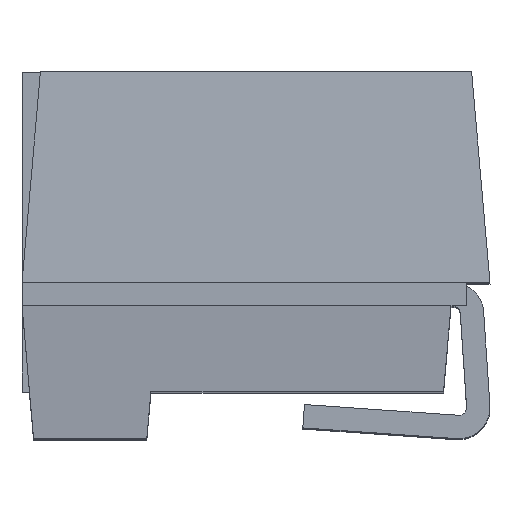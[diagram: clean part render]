
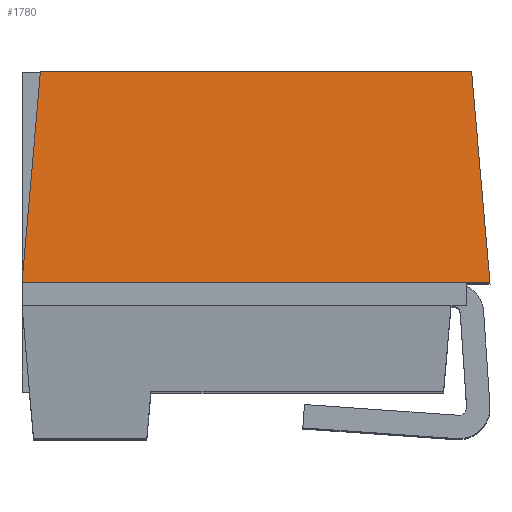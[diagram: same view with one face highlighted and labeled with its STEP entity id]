
A CAD part, top view. The second image highlights one B-rep face of the part: STEP entity #1780.
In plain terms, the highlighted planar face has unit normal (0, 0.087, 0.996).
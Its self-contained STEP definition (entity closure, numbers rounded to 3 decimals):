
#201 = DIRECTION ( 'NONE',  ( -1., 0., 0. ) ) ;
#268 = EDGE_CURVE ( 'NONE', #375, #2155, #582, .T. ) ;
#295 = CARTESIAN_POINT ( 'NONE',  ( 0., 0., 3.3 ) ) ;
#375 = VERTEX_POINT ( 'NONE', #2197 ) ;
#407 = VECTOR ( 'NONE', #201, 1000. ) ;
#432 = ORIENTED_EDGE ( 'NONE', *, *, #2291, .T. ) ;
#517 = LINE ( 'NONE', #1928, #1018 ) ;
#582 = LINE ( 'NONE', #1700, #1378 ) ;
#587 = DIRECTION ( 'NONE',  ( 0.087, 0.992, -0.087 ) ) ;
#704 = CARTESIAN_POINT ( 'NONE',  ( -1.5, 0., 3.3 ) ) ;
#775 = ORIENTED_EDGE ( 'NONE', *, *, #1407, .F. ) ;
#875 = ORIENTED_EDGE ( 'NONE', *, *, #268, .T. ) ;
#960 = CARTESIAN_POINT ( 'NONE',  ( 1.5, 0., 3.3 ) ) ;
#984 = EDGE_LOOP ( 'NONE', ( #1262, #775, #1076, #875, #432 ) ) ;
#1018 = VECTOR ( 'NONE', #587, 1000. ) ;
#1074 = FACE_OUTER_BOUND ( 'NONE', #984, .T. ) ;
#1076 = ORIENTED_EDGE ( 'NONE', *, *, #2205, .F. ) ;
#1086 = DIRECTION ( 'NONE',  ( 0., -0.996, 0.087 ) ) ;
#1164 = VECTOR ( 'NONE', #2104, 1000. ) ;
#1262 = ORIENTED_EDGE ( 'NONE', *, *, #2703, .T. ) ;
#1284 = DIRECTION ( 'NONE',  ( 1., 0., 0. ) ) ;
#1378 = VECTOR ( 'NONE', #1284, 1000. ) ;
#1407 = EDGE_CURVE ( 'NONE', #1701, #1975, #517, .T. ) ;
#1700 = CARTESIAN_POINT ( 'NONE',  ( -1.5, 0., 3.3 ) ) ;
#1701 = VERTEX_POINT ( 'NONE', #704 ) ;
#1714 = AXIS2_PLACEMENT_3D ( 'NONE', #1977, #2688, #1086 ) ;
#1749 = PLANE ( 'NONE',  #1714 ) ;
#1780 = ADVANCED_FACE ( 'NONE', ( #1074 ), #1749, .T. ) ;
#1928 = CARTESIAN_POINT ( 'NONE',  ( -1.5, 0., 3.3 ) ) ;
#1963 = VECTOR ( 'NONE', #2208, 1000. ) ;
#1975 = VERTEX_POINT ( 'NONE', #2356 ) ;
#1977 = CARTESIAN_POINT ( 'NONE',  ( -1.5, 0., 3.3 ) ) ;
#1994 = LINE ( 'NONE', #2234, #407 ) ;
#2104 = DIRECTION ( 'NONE',  ( -1., 0., 0. ) ) ;
#2155 = VERTEX_POINT ( 'NONE', #960 ) ;
#2197 = CARTESIAN_POINT ( 'NONE',  ( 1.35, 0., 3.3 ) ) ;
#2205 = EDGE_CURVE ( 'NONE', #375, #1701, #2330, .T. ) ;
#2208 = DIRECTION ( 'NONE',  ( -0.087, 0.992, -0.087 ) ) ;
#2234 = CARTESIAN_POINT ( 'NONE',  ( 0., 1.35, 3.182 ) ) ;
#2291 = EDGE_CURVE ( 'NONE', #2155, #2569, #2627, .T. ) ;
#2330 = LINE ( 'NONE', #295, #1164 ) ;
#2356 = CARTESIAN_POINT ( 'NONE',  ( -1.382, 1.35, 3.182 ) ) ;
#2569 = VERTEX_POINT ( 'NONE', #2744 ) ;
#2627 = LINE ( 'NONE', #2867, #1963 ) ;
#2688 = DIRECTION ( 'NONE',  ( 0., 0.087, 0.996 ) ) ;
#2703 = EDGE_CURVE ( 'NONE', #2569, #1975, #1994, .T. ) ;
#2744 = CARTESIAN_POINT ( 'NONE',  ( 1.382, 1.35, 3.182 ) ) ;
#2867 = CARTESIAN_POINT ( 'NONE',  ( 1.5, 0., 3.3 ) ) ;
